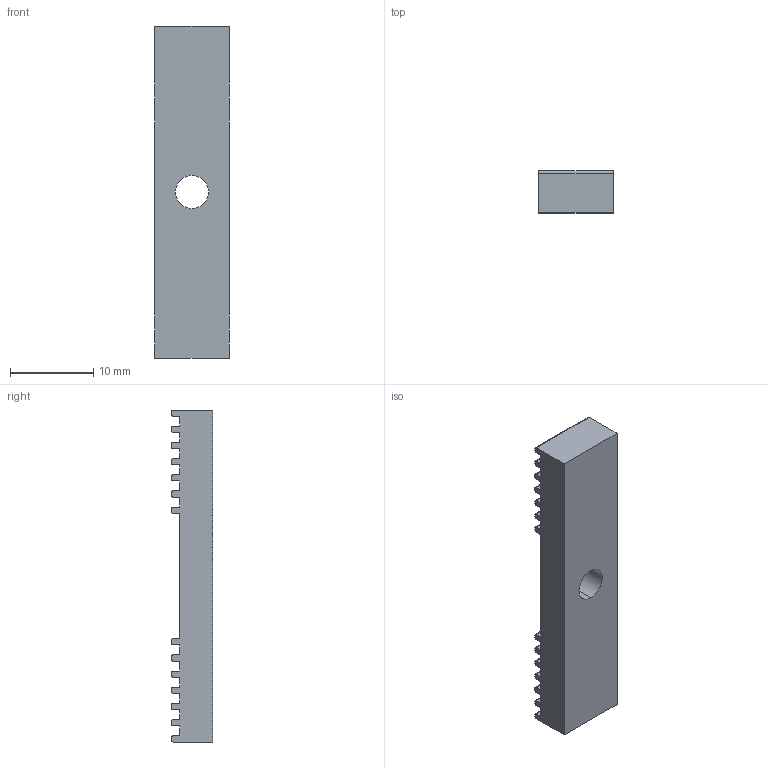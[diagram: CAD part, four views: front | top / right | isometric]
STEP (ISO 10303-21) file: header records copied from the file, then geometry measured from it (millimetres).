
FILE_DESCRIPTION (( 'STEP AP214' ), '1' );
FILE_NAME ('B506 Çàæèì äëÿ êðåïëåíèÿ ðåìíÿ GT2.STEP', '2025-07-01T09:41:00', ( '' ), ( '' ), 'SwSTEP 2.0', 'SolidWorks 2025', '' );
FILE_SCHEMA (( 'AUTOMOTIVE_DESIGN' ));
Length unit declared in the file: millimetre
Products named in the file (1): B506 Зажим для крепления ремня GT2
Bounding box: 9 x 5 x 40 mm (x, y, z)
Volume: 1480.9 mm3; surface area: 1382.3 mm2
Topology: 1 solids, 1 shells, 88 faces, 258 edges, 172 vertices
Faces by surface type: plane 58, cylinder 30
Entity records: 2949 total; most frequent: CARTESIAN_POINT 519, ORIENTED_EDGE 516, DIRECTION 496, EDGE_CURVE 258, LINE 198, VECTOR 198, VERTEX_POINT 172, AXIS2_PLACEMENT_3D 149
